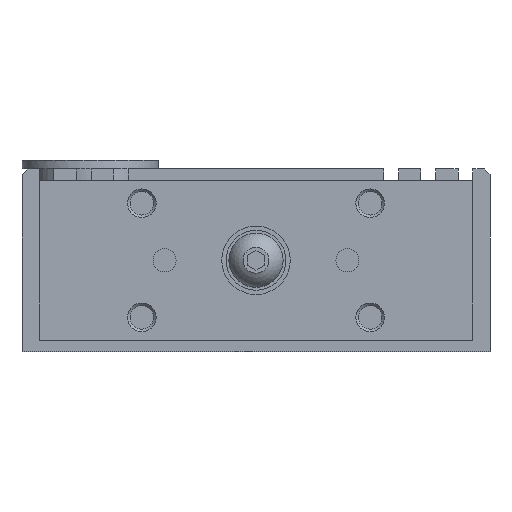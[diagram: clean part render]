
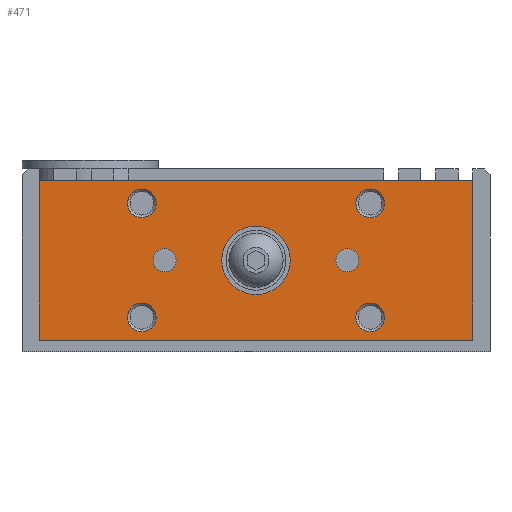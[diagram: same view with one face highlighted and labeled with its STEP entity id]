
A CAD part, left-side view. The second image highlights one B-rep face of the part: STEP entity #471.
In plain terms, the highlighted planar face has unit normal (-1, 0, 0).
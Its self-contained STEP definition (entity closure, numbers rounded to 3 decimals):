
#471 = ADVANCED_FACE( '', ( #1097, #1098, #1099, #1100, #1101, #1102, #1103, #1104 ), #1105, .F. );
#1097 = FACE_BOUND( '', #1871, .T. );
#1098 = FACE_BOUND( '', #1872, .T. );
#1099 = FACE_BOUND( '', #1873, .T. );
#1100 = FACE_BOUND( '', #1874, .T. );
#1101 = FACE_BOUND( '', #1875, .T. );
#1102 = FACE_BOUND( '', #1876, .T. );
#1103 = FACE_BOUND( '', #1877, .T. );
#1104 = FACE_OUTER_BOUND( '', #1878, .T. );
#1105 = PLANE( '', #1879 );
#1871 = EDGE_LOOP( '', ( #3104 ) );
#1872 = EDGE_LOOP( '', ( #3105 ) );
#1873 = EDGE_LOOP( '', ( #3106 ) );
#1874 = EDGE_LOOP( '', ( #3107 ) );
#1875 = EDGE_LOOP( '', ( #3108 ) );
#1876 = EDGE_LOOP( '', ( #3109 ) );
#1877 = EDGE_LOOP( '', ( #3110 ) );
#1878 = EDGE_LOOP( '', ( #3111, #3112, #3113, #3114 ) );
#1879 = AXIS2_PLACEMENT_3D( '', #3115, #3116, #3117 );
#3104 = ORIENTED_EDGE( '', *, *, #4276, .F. );
#3105 = ORIENTED_EDGE( '', *, *, #4277, .T. );
#3106 = ORIENTED_EDGE( '', *, *, #3944, .T. );
#3107 = ORIENTED_EDGE( '', *, *, #4244, .F. );
#3108 = ORIENTED_EDGE( '', *, *, #4241, .F. );
#3109 = ORIENTED_EDGE( '', *, *, #4278, .T. );
#3110 = ORIENTED_EDGE( '', *, *, #3978, .T. );
#3111 = ORIENTED_EDGE( '', *, *, #3914, .F. );
#3112 = ORIENTED_EDGE( '', *, *, #4279, .F. );
#3113 = ORIENTED_EDGE( '', *, *, #4220, .F. );
#3114 = ORIENTED_EDGE( '', *, *, #4280, .F. );
#3115 = CARTESIAN_POINT( '', ( -61., 38., 30. ) );
#3116 = DIRECTION( '', ( 1., 0., 0. ) );
#3117 = DIRECTION( '', ( 0., 0., 1. ) );
#3914 = EDGE_CURVE( '', #4575, #4577, #4578, .T. );
#3944 = EDGE_CURVE( '', #4627, #4627, #4628, .T. );
#3978 = EDGE_CURVE( '', #4683, #4683, #4684, .T. );
#4220 = EDGE_CURVE( '', #5054, #5056, #5057, .T. );
#4241 = EDGE_CURVE( '', #5086, #5086, #5087, .T. );
#4244 = EDGE_CURVE( '', #5091, #5091, #5092, .T. );
#4276 = EDGE_CURVE( '', #5139, #5139, #5140, .T. );
#4277 = EDGE_CURVE( '', #5141, #5141, #5142, .T. );
#4278 = EDGE_CURVE( '', #5143, #5143, #5144, .T. );
#4279 = EDGE_CURVE( '', #5056, #4575, #5145, .T. );
#4280 = EDGE_CURVE( '', #4577, #5054, #5146, .T. );
#4575 = VERTEX_POINT( '', #5511 );
#4577 = VERTEX_POINT( '', #5514 );
#4578 = LINE( '', #5515, #5516 );
#4627 = VERTEX_POINT( '', #5578 );
#4628 = CIRCLE( '', #5579, 2.5 );
#4683 = VERTEX_POINT( '', #5648 );
#4684 = CIRCLE( '', #5649, 6. );
#5054 = VERTEX_POINT( '', #6143 );
#5056 = VERTEX_POINT( '', #6146 );
#5057 = LINE( '', #6147, #6148 );
#5086 = VERTEX_POINT( '', #6186 );
#5087 = CIRCLE( '', #6187, 2.5 );
#5091 = VERTEX_POINT( '', #6191 );
#5092 = CIRCLE( '', #6192, 2.5 );
#5139 = VERTEX_POINT( '', #6244 );
#5140 = CIRCLE( '', #6245, 2.01 );
#5141 = VERTEX_POINT( '', #6246 );
#5142 = CIRCLE( '', #6247, 2.01 );
#5143 = VERTEX_POINT( '', #6248 );
#5144 = CIRCLE( '', #6249, 2.5 );
#5145 = LINE( '', #6250, #6251 );
#5146 = LINE( '', #6252, #6253 );
#5511 = CARTESIAN_POINT( '', ( -61., 38., 2. ) );
#5514 = CARTESIAN_POINT( '', ( -61., 38., 30. ) );
#5515 = CARTESIAN_POINT( '', ( -61., 38., 2. ) );
#5516 = VECTOR( '', #6767, 1000. );
#5578 = CARTESIAN_POINT( '', ( -61., 17.5, 6. ) );
#5579 = AXIS2_PLACEMENT_3D( '', #6805, #6806, #6807 );
#5648 = CARTESIAN_POINT( '', ( -61., 6., 16. ) );
#5649 = AXIS2_PLACEMENT_3D( '', #6852, #6853, #6854 );
#6143 = CARTESIAN_POINT( '', ( -61., -38., 30. ) );
#6146 = CARTESIAN_POINT( '', ( -61., -38., 2. ) );
#6147 = CARTESIAN_POINT( '', ( -61., -38., 30. ) );
#6148 = VECTOR( '', #7182, 1000. );
#6186 = CARTESIAN_POINT( '', ( -61., 17.5, 26. ) );
#6187 = AXIS2_PLACEMENT_3D( '', #7204, #7205, #7206 );
#6191 = CARTESIAN_POINT( '', ( -61., -17.5, 6. ) );
#6192 = AXIS2_PLACEMENT_3D( '', #7210, #7211, #7212 );
#6244 = CARTESIAN_POINT( '', ( -61., 13.99, 16. ) );
#6245 = AXIS2_PLACEMENT_3D( '', #7251, #7252, #7253 );
#6246 = CARTESIAN_POINT( '', ( -61., -13.99, 16. ) );
#6247 = AXIS2_PLACEMENT_3D( '', #7254, #7255, #7256 );
#6248 = CARTESIAN_POINT( '', ( -61., -17.5, 26. ) );
#6249 = AXIS2_PLACEMENT_3D( '', #7257, #7258, #7259 );
#6250 = CARTESIAN_POINT( '', ( -61., -38., 2. ) );
#6251 = VECTOR( '', #7260, 1000. );
#6252 = CARTESIAN_POINT( '', ( -61., 38., 30. ) );
#6253 = VECTOR( '', #7261, 1000. );
#6767 = DIRECTION( '', ( 0., 0., 1. ) );
#6805 = CARTESIAN_POINT( '', ( -61., 20., 6. ) );
#6806 = DIRECTION( '', ( 1., 0., 0. ) );
#6807 = DIRECTION( '', ( 0., -1., 0. ) );
#6852 = CARTESIAN_POINT( '', ( -61., 0., 16. ) );
#6853 = DIRECTION( '', ( 1., 0., 0. ) );
#6854 = DIRECTION( '', ( 0., 1., 0. ) );
#7182 = DIRECTION( '', ( 0., 0., -1. ) );
#7204 = CARTESIAN_POINT( '', ( -61., 20., 26. ) );
#7205 = DIRECTION( '', ( -1., 0., 0. ) );
#7206 = DIRECTION( '', ( 0., -1., 0. ) );
#7210 = CARTESIAN_POINT( '', ( -61., -20., 6. ) );
#7211 = DIRECTION( '', ( -1., 0., 0. ) );
#7212 = DIRECTION( '', ( 0., 1., 0. ) );
#7251 = CARTESIAN_POINT( '', ( -61., 16., 16. ) );
#7252 = DIRECTION( '', ( -1., 0., 0. ) );
#7253 = DIRECTION( '', ( 0., -1., 0. ) );
#7254 = CARTESIAN_POINT( '', ( -61., -16., 16. ) );
#7255 = DIRECTION( '', ( 1., 0., 0. ) );
#7256 = DIRECTION( '', ( 0., 1., 0. ) );
#7257 = CARTESIAN_POINT( '', ( -61., -20., 26. ) );
#7258 = DIRECTION( '', ( 1., 0., 0. ) );
#7259 = DIRECTION( '', ( 0., 1., 0. ) );
#7260 = DIRECTION( '', ( 0., 1., 0. ) );
#7261 = DIRECTION( '', ( 0., -1., 0. ) );
